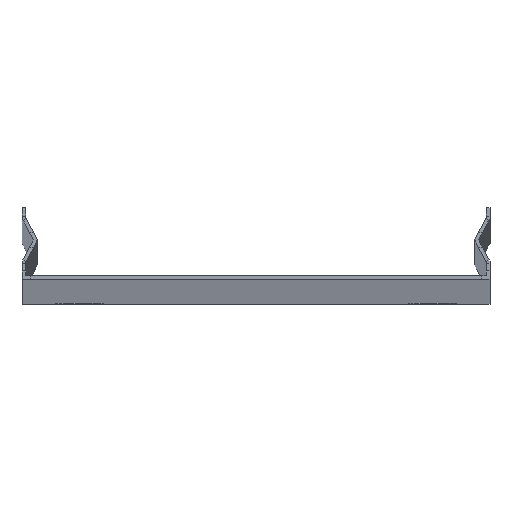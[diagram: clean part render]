
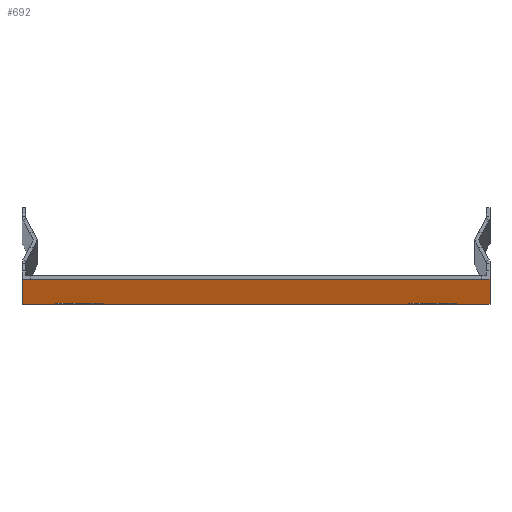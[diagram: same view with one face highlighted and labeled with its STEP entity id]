
A CAD part, top view. The second image highlights one B-rep face of the part: STEP entity #692.
In plain terms, the highlighted planar face has unit normal (0, -1, 0).
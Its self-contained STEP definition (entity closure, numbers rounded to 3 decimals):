
#41 = CARTESIAN_POINT ( 'NONE',  ( 47.25, -0.75, 0. ) ) ;
#54 = DIRECTION ( 'NONE',  ( 0., 0., -1. ) ) ;
#57 = DIRECTION ( 'NONE',  ( 0., -1., 0. ) ) ;
#89 = EDGE_CURVE ( 'NONE', #192, #1846, #1005, .T. ) ;
#96 = VERTEX_POINT ( 'NONE', #1525 ) ;
#103 = DIRECTION ( 'NONE',  ( 0., 1., 0. ) ) ;
#118 = EDGE_CURVE ( 'NONE', #1651, #96, #1606, .T. ) ;
#121 = ORIENTED_EDGE ( 'NONE', *, *, #632, .T. ) ;
#161 = DIRECTION ( 'NONE',  ( 0., 0., -1. ) ) ;
#162 = EDGE_LOOP ( 'NONE', ( #1512, #1265, #1329, #1913, #1157, #1564, #121, #1845 ) ) ;
#181 = LINE ( 'NONE', #1408, #1722 ) ;
#190 = ORIENTED_EDGE ( 'NONE', *, *, #89, .F. ) ;
#192 = VERTEX_POINT ( 'NONE', #218 ) ;
#218 = CARTESIAN_POINT ( 'NONE',  ( -37., -0.75, 105. ) ) ;
#237 = VERTEX_POINT ( 'NONE', #1416 ) ;
#270 = EDGE_CURVE ( 'NONE', #828, #96, #885, .T. ) ;
#276 = FACE_OUTER_BOUND ( 'NONE', #162, .T. ) ;
#284 = ORIENTED_EDGE ( 'NONE', *, *, #1773, .F. ) ;
#298 = LINE ( 'NONE', #533, #400 ) ;
#330 = EDGE_CURVE ( 'NONE', #1331, #1285, #298, .T. ) ;
#390 = DIRECTION ( 'NONE',  ( 0., 0., 1. ) ) ;
#400 = VECTOR ( 'NONE', #1778, 1000. ) ;
#416 = CARTESIAN_POINT ( 'NONE',  ( -49., -0.75, 0. ) ) ;
#453 = CARTESIAN_POINT ( 'NONE',  ( -47.25, -0.75, 3000. ) ) ;
#499 = VERTEX_POINT ( 'NONE', #1098 ) ;
#514 = CARTESIAN_POINT ( 'NONE',  ( -37., -0.75, 100. ) ) ;
#518 = VECTOR ( 'NONE', #681, 1000. ) ;
#533 = CARTESIAN_POINT ( 'NONE',  ( -48.25, -0.75, 3000. ) ) ;
#560 = EDGE_CURVE ( 'NONE', #1029, #828, #1303, .T. ) ;
#606 = VECTOR ( 'NONE', #161, 1000. ) ;
#632 = EDGE_CURVE ( 'NONE', #237, #1018, #181, .T. ) ;
#633 = EDGE_LOOP ( 'NONE', ( #284, #190 ) ) ;
#641 = ORIENTED_EDGE ( 'NONE', *, *, #1569, .F. ) ;
#670 = CARTESIAN_POINT ( 'NONE',  ( -48.25, -0.75, 0. ) ) ;
#681 = DIRECTION ( 'NONE',  ( 1., 0., 0. ) ) ;
#692 = ADVANCED_FACE ( 'NONE', ( #1072, #793, #276 ), #996, .F. ) ;
#698 = DIRECTION ( 'NONE',  ( 0., -1., 0. ) ) ;
#701 = AXIS2_PLACEMENT_3D ( 'NONE', #1585, #698, #1735 ) ;
#746 = CARTESIAN_POINT ( 'NONE',  ( -37., -0.75, 95. ) ) ;
#783 = VERTEX_POINT ( 'NONE', #1209 ) ;
#793 = FACE_BOUND ( 'NONE', #633, .T. ) ;
#811 = LINE ( 'NONE', #1247, #1400 ) ;
#812 = DIRECTION ( 'NONE',  ( 0., -1., 0. ) ) ;
#828 = VERTEX_POINT ( 'NONE', #41 ) ;
#862 = AXIS2_PLACEMENT_3D ( 'NONE', #1418, #57, #1851 ) ;
#876 = LINE ( 'NONE', #1207, #1036 ) ;
#885 = LINE ( 'NONE', #991, #1542 ) ;
#894 = DIRECTION ( 'NONE',  ( -1., 0., 0. ) ) ;
#901 = CIRCLE ( 'NONE', #862, 5. ) ;
#905 = LINE ( 'NONE', #1781, #1351 ) ;
#917 = EDGE_LOOP ( 'NONE', ( #641, #1435 ) ) ;
#938 = CARTESIAN_POINT ( 'NONE',  ( 49., -0.75, 3000. ) ) ;
#991 = CARTESIAN_POINT ( 'NONE',  ( 48.25, -0.75, 0. ) ) ;
#996 = PLANE ( 'NONE',  #1547 ) ;
#997 = AXIS2_PLACEMENT_3D ( 'NONE', #514, #812, #1703 ) ;
#1005 = CIRCLE ( 'NONE', #1308, 5. ) ;
#1018 = VERTEX_POINT ( 'NONE', #416 ) ;
#1029 = VERTEX_POINT ( 'NONE', #1317 ) ;
#1036 = VECTOR ( 'NONE', #894, 1000. ) ;
#1061 = DIRECTION ( 'NONE',  ( 0., 0., -1. ) ) ;
#1072 = FACE_BOUND ( 'NONE', #917, .T. ) ;
#1092 = CIRCLE ( 'NONE', #997, 5. ) ;
#1098 = CARTESIAN_POINT ( 'NONE',  ( 37., -0.75, 95. ) ) ;
#1137 = EDGE_CURVE ( 'NONE', #1285, #1651, #905, .T. ) ;
#1157 = ORIENTED_EDGE ( 'NONE', *, *, #330, .F. ) ;
#1164 = CARTESIAN_POINT ( 'NONE',  ( -48.25, -0.75, 3000. ) ) ;
#1207 = CARTESIAN_POINT ( 'NONE',  ( -48.25, -0.75, 0. ) ) ;
#1209 = CARTESIAN_POINT ( 'NONE',  ( 37., -0.75, 105. ) ) ;
#1232 = DIRECTION ( 'NONE',  ( -1., 0., 0. ) ) ;
#1243 = CARTESIAN_POINT ( 'NONE',  ( 47.25, -0.75, 3000. ) ) ;
#1247 = CARTESIAN_POINT ( 'NONE',  ( -47.25, -0.75, 3000. ) ) ;
#1265 = ORIENTED_EDGE ( 'NONE', *, *, #270, .T. ) ;
#1283 = DIRECTION ( 'NONE',  ( 1., 0., 0. ) ) ;
#1285 = VERTEX_POINT ( 'NONE', #1243 ) ;
#1303 = LINE ( 'NONE', #670, #518 ) ;
#1308 = AXIS2_PLACEMENT_3D ( 'NONE', #1368, #1666, #1061 ) ;
#1317 = CARTESIAN_POINT ( 'NONE',  ( -47.25, -0.75, 0. ) ) ;
#1329 = ORIENTED_EDGE ( 'NONE', *, *, #118, .F. ) ;
#1331 = VERTEX_POINT ( 'NONE', #453 ) ;
#1351 = VECTOR ( 'NONE', #1769, 1000. ) ;
#1368 = CARTESIAN_POINT ( 'NONE',  ( -37., -0.75, 100. ) ) ;
#1385 = CARTESIAN_POINT ( 'NONE',  ( 49., -0.75, 3000. ) ) ;
#1400 = VECTOR ( 'NONE', #1232, 1000. ) ;
#1408 = CARTESIAN_POINT ( 'NONE',  ( -49., -0.75, 3000. ) ) ;
#1416 = CARTESIAN_POINT ( 'NONE',  ( -49., -0.75, 3000. ) ) ;
#1418 = CARTESIAN_POINT ( 'NONE',  ( 37., -0.75, 100. ) ) ;
#1435 = ORIENTED_EDGE ( 'NONE', *, *, #1709, .F. ) ;
#1512 = ORIENTED_EDGE ( 'NONE', *, *, #560, .T. ) ;
#1525 = CARTESIAN_POINT ( 'NONE',  ( 49., -0.75, 0. ) ) ;
#1531 = CIRCLE ( 'NONE', #701, 5. ) ;
#1542 = VECTOR ( 'NONE', #1283, 1000. ) ;
#1547 = AXIS2_PLACEMENT_3D ( 'NONE', #1164, #103, #390 ) ;
#1564 = ORIENTED_EDGE ( 'NONE', *, *, #1590, .T. ) ;
#1569 = EDGE_CURVE ( 'NONE', #499, #783, #1531, .T. ) ;
#1585 = CARTESIAN_POINT ( 'NONE',  ( 37., -0.75, 100. ) ) ;
#1590 = EDGE_CURVE ( 'NONE', #1331, #237, #811, .T. ) ;
#1606 = LINE ( 'NONE', #938, #606 ) ;
#1651 = VERTEX_POINT ( 'NONE', #1385 ) ;
#1666 = DIRECTION ( 'NONE',  ( 0., -1., 0. ) ) ;
#1703 = DIRECTION ( 'NONE',  ( 0., 0., -1. ) ) ;
#1709 = EDGE_CURVE ( 'NONE', #783, #499, #901, .T. ) ;
#1722 = VECTOR ( 'NONE', #54, 1000. ) ;
#1735 = DIRECTION ( 'NONE',  ( 0., 0., -1. ) ) ;
#1769 = DIRECTION ( 'NONE',  ( 1., 0., 0. ) ) ;
#1773 = EDGE_CURVE ( 'NONE', #1846, #192, #1092, .T. ) ;
#1778 = DIRECTION ( 'NONE',  ( 1., 0., 0. ) ) ;
#1781 = CARTESIAN_POINT ( 'NONE',  ( -48.25, -0.75, 3000. ) ) ;
#1826 = EDGE_CURVE ( 'NONE', #1029, #1018, #876, .T. ) ;
#1845 = ORIENTED_EDGE ( 'NONE', *, *, #1826, .F. ) ;
#1846 = VERTEX_POINT ( 'NONE', #746 ) ;
#1851 = DIRECTION ( 'NONE',  ( 0., 0., -1. ) ) ;
#1913 = ORIENTED_EDGE ( 'NONE', *, *, #1137, .F. ) ;
